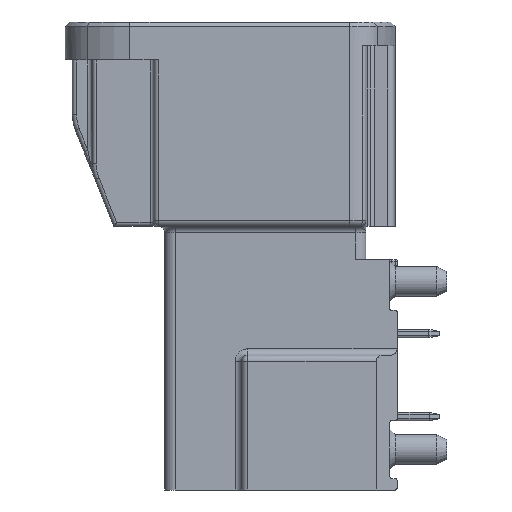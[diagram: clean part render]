
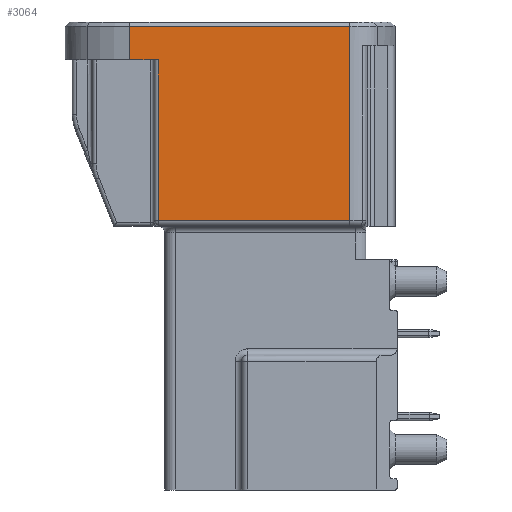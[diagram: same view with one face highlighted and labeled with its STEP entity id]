
A CAD part, left-side view. The second image highlights one B-rep face of the part: STEP entity #3064.
In plain terms, the highlighted planar face has unit normal (-1, 0, 0).
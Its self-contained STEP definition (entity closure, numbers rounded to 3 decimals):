
#2467=FACE_OUTER_BOUND('',#5473,.T.);
#3064=ADVANCED_FACE('',(#2467),#3604,.F.);
#3604=PLANE('',#11371);
#4001=LINE('',#15746,#4802);
#4003=LINE('',#15752,#4804);
#4004=LINE('',#15754,#4805);
#4005=LINE('',#15756,#4806);
#4006=LINE('',#15758,#4807);
#4007=LINE('',#15760,#4808);
#4802=VECTOR('',#12625,1.);
#4804=VECTOR('',#12631,1.);
#4805=VECTOR('',#12632,1.);
#4806=VECTOR('',#12633,1.);
#4807=VECTOR('',#12634,1.);
#4808=VECTOR('',#12635,1.);
#5473=EDGE_LOOP('',(#6307,#6308,#6309,#6310,#6311,#6312));
#6307=ORIENTED_EDGE('',*,*,#9786,.F.);
#6308=ORIENTED_EDGE('',*,*,#9787,.T.);
#6309=ORIENTED_EDGE('',*,*,#9788,.T.);
#6310=ORIENTED_EDGE('',*,*,#9789,.T.);
#6311=ORIENTED_EDGE('',*,*,#9790,.T.);
#6312=ORIENTED_EDGE('',*,*,#9783,.T.);
#8964=VERTEX_POINT('',#15745);
#8965=VERTEX_POINT('',#15747);
#8967=VERTEX_POINT('',#15753);
#8968=VERTEX_POINT('',#15755);
#8969=VERTEX_POINT('',#15757);
#8970=VERTEX_POINT('',#15759);
#9783=EDGE_CURVE('',#8965,#8964,#4001,.T.);
#9786=EDGE_CURVE('',#8967,#8964,#4003,.T.);
#9787=EDGE_CURVE('',#8967,#8968,#4004,.T.);
#9788=EDGE_CURVE('',#8968,#8969,#4005,.T.);
#9789=EDGE_CURVE('',#8969,#8970,#4006,.T.);
#9790=EDGE_CURVE('',#8970,#8965,#4007,.T.);
#11371=AXIS2_PLACEMENT_3D('',#15761,#12636,#12637);
#12625=DIRECTION('',(0.,0.,-1.));
#12631=DIRECTION('',(0.,1.,0.));
#12632=DIRECTION('',(0.,0.,-1.));
#12633=DIRECTION('',(0.,-1.,0.));
#12634=DIRECTION('',(0.,0.,1.));
#12635=DIRECTION('',(0.,1.,0.));
#12636=DIRECTION('',(1.,0.,0.));
#12637=DIRECTION('',(0.,0.,1.));
#15745=CARTESIAN_POINT('',(-61.441,21.796,3.895));
#15746=CARTESIAN_POINT('',(-61.441,21.796,5.725));
#15747=CARTESIAN_POINT('',(-61.441,21.796,5.525));
#15752=CARTESIAN_POINT('',(-61.441,20.605,3.895));
#15753=CARTESIAN_POINT('',(-61.441,20.405,3.895));
#15754=CARTESIAN_POINT('',(-61.441,20.405,5.725));
#15755=CARTESIAN_POINT('',(-61.441,20.405,-3.825));
#15756=CARTESIAN_POINT('',(-61.441,10.359,-3.825));
#15757=CARTESIAN_POINT('',(-61.441,11.186,-3.825));
#15758=CARTESIAN_POINT('',(-61.441,11.186,5.725));
#15759=CARTESIAN_POINT('',(-61.441,11.186,5.525));
#15760=CARTESIAN_POINT('',(-61.441,10.359,5.525));
#15761=CARTESIAN_POINT('',(-61.441,10.359,5.725));
